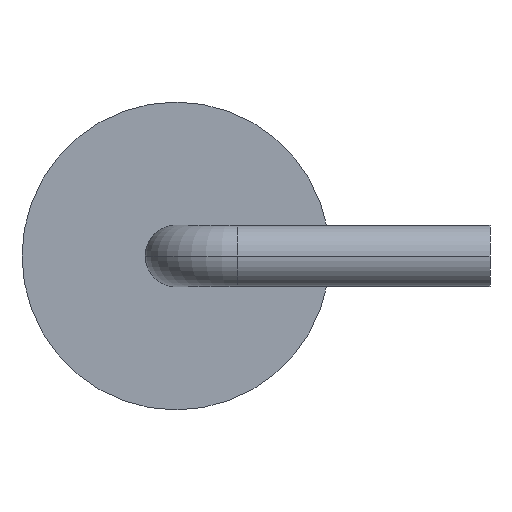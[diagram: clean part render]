
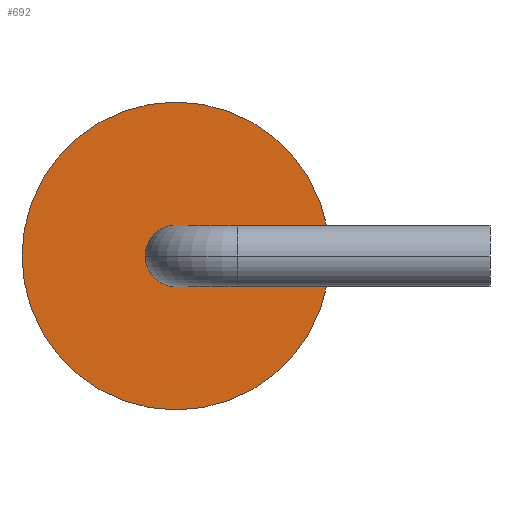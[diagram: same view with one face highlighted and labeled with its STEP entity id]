
A CAD part, left-side view. The second image highlights one B-rep face of the part: STEP entity #692.
In plain terms, the highlighted planar face has unit normal (-1, 0, 0).
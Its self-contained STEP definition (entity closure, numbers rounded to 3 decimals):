
#8 = VERTEX_POINT ( 'NONE', #455 ) ;
#26 = CIRCLE ( 'NONE', #297, 0.5 ) ;
#28 = DIRECTION ( 'NONE',  ( 0., 0., -1. ) ) ;
#77 = EDGE_CURVE ( 'NONE', #759, #811, #26, .T. ) ;
#97 = CARTESIAN_POINT ( 'NONE',  ( -4.5, 0., 0. ) ) ;
#110 = AXIS2_PLACEMENT_3D ( 'NONE', #153, #146, #292 ) ;
#146 = DIRECTION ( 'NONE',  ( -1., 0., 0. ) ) ;
#149 = DIRECTION ( 'NONE',  ( 1., 0., 0. ) ) ;
#153 = CARTESIAN_POINT ( 'NONE',  ( -4.5, 0., 0. ) ) ;
#160 = ORIENTED_EDGE ( 'NONE', *, *, #489, .F. ) ;
#196 = CARTESIAN_POINT ( 'NONE',  ( -4.5, 0., 0. ) ) ;
#205 = FACE_BOUND ( 'NONE', #378, .T. ) ;
#250 = DIRECTION ( 'NONE',  ( -1., 0., 0. ) ) ;
#292 = DIRECTION ( 'NONE',  ( 0., 0., -1. ) ) ;
#297 = AXIS2_PLACEMENT_3D ( 'NONE', #196, #250, #684 ) ;
#355 = ORIENTED_EDGE ( 'NONE', *, *, #530, .F. ) ;
#372 = AXIS2_PLACEMENT_3D ( 'NONE', #97, #149, #28 ) ;
#378 = EDGE_LOOP ( 'NONE', ( #710, #160 ) ) ;
#414 = AXIS2_PLACEMENT_3D ( 'NONE', #588, #705, #585 ) ;
#455 = CARTESIAN_POINT ( 'NONE',  ( -4.5, 0., -2.5 ) ) ;
#459 = CARTESIAN_POINT ( 'NONE',  ( -4.5, 0., 2.5 ) ) ;
#467 = EDGE_CURVE ( 'NONE', #8, #653, #655, .T. ) ;
#473 = DIRECTION ( 'NONE',  ( 0., 0., -1. ) ) ;
#486 = CIRCLE ( 'NONE', #110, 0.5 ) ;
#487 = PLANE ( 'NONE',  #789 ) ;
#489 = EDGE_CURVE ( 'NONE', #811, #759, #486, .T. ) ;
#510 = EDGE_LOOP ( 'NONE', ( #595, #355 ) ) ;
#530 = EDGE_CURVE ( 'NONE', #653, #8, #672, .T. ) ;
#585 = DIRECTION ( 'NONE',  ( 0., 0., -1. ) ) ;
#588 = CARTESIAN_POINT ( 'NONE',  ( -4.5, 0., 0. ) ) ;
#595 = ORIENTED_EDGE ( 'NONE', *, *, #467, .F. ) ;
#608 = DIRECTION ( 'NONE',  ( 1., 0., 0. ) ) ;
#624 = CARTESIAN_POINT ( 'NONE',  ( -4.5, 0., 0.5 ) ) ;
#653 = VERTEX_POINT ( 'NONE', #459 ) ;
#655 = CIRCLE ( 'NONE', #372, 2.5 ) ;
#672 = CIRCLE ( 'NONE', #414, 2.5 ) ;
#684 = DIRECTION ( 'NONE',  ( 0., 0., -1. ) ) ;
#692 = ADVANCED_FACE ( 'NONE', ( #205, #722 ), #487, .F. ) ;
#705 = DIRECTION ( 'NONE',  ( 1., 0., 0. ) ) ;
#710 = ORIENTED_EDGE ( 'NONE', *, *, #77, .F. ) ;
#722 = FACE_OUTER_BOUND ( 'NONE', #510, .T. ) ;
#759 = VERTEX_POINT ( 'NONE', #624 ) ;
#766 = CARTESIAN_POINT ( 'NONE',  ( -4.5, 0., -0.5 ) ) ;
#789 = AXIS2_PLACEMENT_3D ( 'NONE', #791, #608, #473 ) ;
#791 = CARTESIAN_POINT ( 'NONE',  ( -4.5, 0., 0. ) ) ;
#811 = VERTEX_POINT ( 'NONE', #766 ) ;
